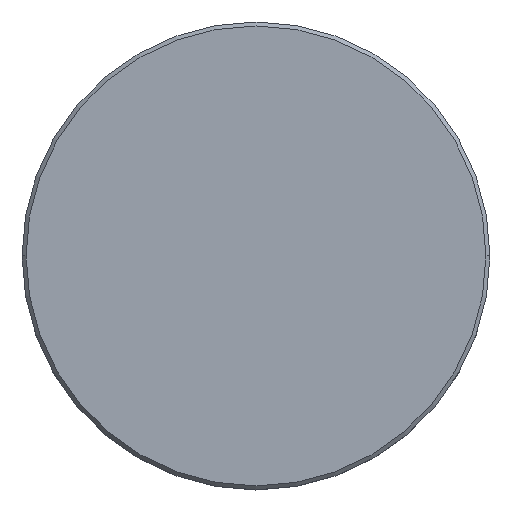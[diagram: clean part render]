
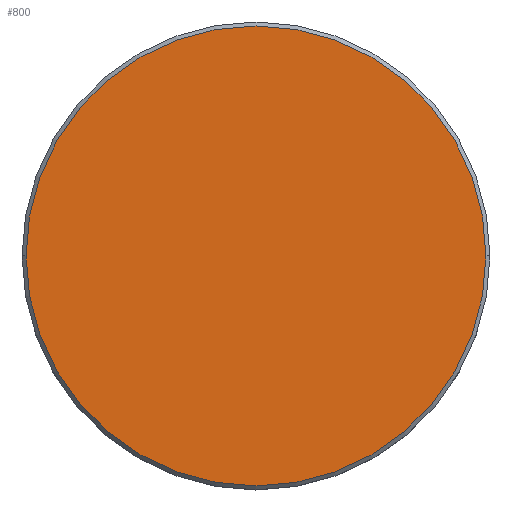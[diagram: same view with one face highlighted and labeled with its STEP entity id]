
A CAD part, top view. The second image highlights one B-rep face of the part: STEP entity #800.
In plain terms, the highlighted planar face has unit normal (0, 0, 1).
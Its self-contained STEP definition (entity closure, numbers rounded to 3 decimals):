
#11 = DIRECTION ( 'NONE',  ( 0., 0., 1. ) ) ;
#129 = FACE_OUTER_BOUND ( 'NONE', #612, .T. ) ;
#212 = CARTESIAN_POINT ( 'NONE',  ( 0., 0., 0. ) ) ;
#240 = CARTESIAN_POINT ( 'NONE',  ( -29., 0., 0. ) ) ;
#278 = CIRCLE ( 'NONE', #1063, 29. ) ;
#306 = PLANE ( 'NONE',  #945 ) ;
#359 = DIRECTION ( 'NONE',  ( 1., 0., 0. ) ) ;
#456 = VERTEX_POINT ( 'NONE', #693 ) ;
#493 = DIRECTION ( 'NONE',  ( 0., 0., 1. ) ) ;
#525 = CIRCLE ( 'NONE', #625, 29. ) ;
#578 = DIRECTION ( 'NONE',  ( 1., 0., 0. ) ) ;
#593 = DIRECTION ( 'NONE',  ( 1., 0., 0. ) ) ;
#612 = EDGE_LOOP ( 'NONE', ( #904, #715 ) ) ;
#625 = AXIS2_PLACEMENT_3D ( 'NONE', #724, #11, #359 ) ;
#693 = CARTESIAN_POINT ( 'NONE',  ( 29., 0., 0. ) ) ;
#715 = ORIENTED_EDGE ( 'NONE', *, *, #787, .T. ) ;
#724 = CARTESIAN_POINT ( 'NONE',  ( 0., 0., 0. ) ) ;
#772 = CARTESIAN_POINT ( 'NONE',  ( 0., 0., 0. ) ) ;
#787 = EDGE_CURVE ( 'NONE', #456, #1164, #278, .T. ) ;
#800 = ADVANCED_FACE ( 'NONE', ( #129 ), #306, .T. ) ;
#904 = ORIENTED_EDGE ( 'NONE', *, *, #950, .T. ) ;
#945 = AXIS2_PLACEMENT_3D ( 'NONE', #772, #493, #578 ) ;
#950 = EDGE_CURVE ( 'NONE', #1164, #456, #525, .T. ) ;
#1063 = AXIS2_PLACEMENT_3D ( 'NONE', #212, #1134, #593 ) ;
#1134 = DIRECTION ( 'NONE',  ( 0., 0., 1. ) ) ;
#1164 = VERTEX_POINT ( 'NONE', #240 ) ;
